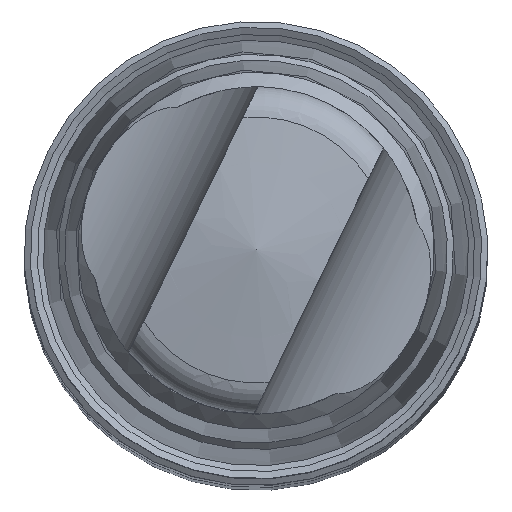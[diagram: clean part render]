
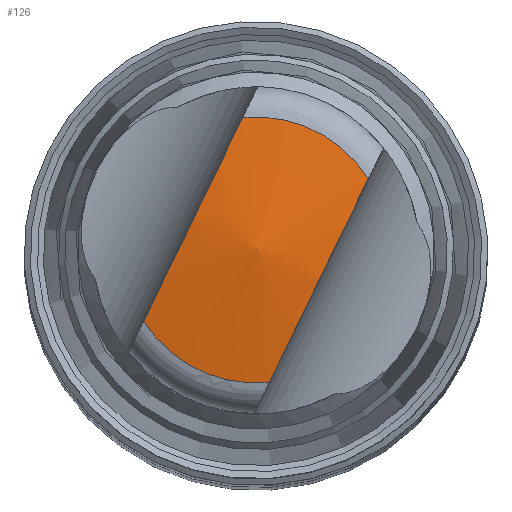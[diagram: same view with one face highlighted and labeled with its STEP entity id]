
A CAD part, top view. The second image highlights one B-rep face of the part: STEP entity #126.
In plain terms, the highlighted conical face has half-angle 82 degrees and reference radius 7.528 mm.
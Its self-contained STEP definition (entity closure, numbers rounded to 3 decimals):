
#65=VERTEX_LOOP('',#291);
#76=CONICAL_SURFACE('',#435,7.528,82.);
#105=FACE_BOUND('',#178,.T.);
#106=FACE_BOUND('',#65,.T.);
#126=ADVANCED_FACE('',(#105,#106),#76,.T.);
#178=EDGE_LOOP('',(#235,#236,#237,#238));
#235=ORIENTED_EDGE('',*,*,#326,.F.);
#236=ORIENTED_EDGE('',*,*,#325,.T.);
#237=ORIENTED_EDGE('',*,*,#327,.F.);
#238=ORIENTED_EDGE('',*,*,#301,.T.);
#269=VERTEX_POINT('',#604);
#271=VERTEX_POINT('',#607);
#289=VERTEX_POINT('',#719);
#290=VERTEX_POINT('',#736);
#291=VERTEX_POINT('',#751);
#301=EDGE_CURVE('',#271,#269,#334,.T.);
#325=EDGE_CURVE('',#289,#290,#349,.T.);
#326=EDGE_CURVE('',#289,#269,#369,.T.);
#327=EDGE_CURVE('',#271,#290,#370,.T.);
#334=CIRCLE('',#404,7.528);
#349=CIRCLE('',#433,7.528);
#369=B_SPLINE_CURVE_WITH_KNOTS('',3,(#739,#740,#741,#742,#743,#744),
 .UNSPECIFIED.,.F.,.F.,(4,2,4),(0.,0.5,1.),.UNSPECIFIED.);
#370=B_SPLINE_CURVE_WITH_KNOTS('',3,(#745,#746,#747,#748,#749,#750),
 .UNSPECIFIED.,.F.,.F.,(4,2,4),(0.,0.5,1.),.UNSPECIFIED.);
#404=AXIS2_PLACEMENT_3D('',#606,#467,#468);
#433=AXIS2_PLACEMENT_3D('',#737,#527,#528);
#435=AXIS2_PLACEMENT_3D('',#752,#531,#532);
#467=DIRECTION('',(0.,0.,1.));
#468=DIRECTION('',(-0.897,0.441,0.));
#527=DIRECTION('',(0.,0.,1.));
#528=DIRECTION('',(-0.897,0.441,0.));
#531=DIRECTION('',(0.,0.,-1.));
#532=DIRECTION('',(-0.897,0.441,0.));
#604=CARTESIAN_POINT('',(-0.748,7.491,92.942));
#606=CARTESIAN_POINT('',(0.,0.,92.942));
#607=CARTESIAN_POINT('',(6.356,4.035,92.942));
#719=CARTESIAN_POINT('',(-6.356,-4.035,92.942));
#736=CARTESIAN_POINT('',(0.748,-7.491,92.942));
#737=CARTESIAN_POINT('',(0.,0.,92.942));
#739=CARTESIAN_POINT('',(-6.356,-4.035,92.942));
#740=CARTESIAN_POINT('',(-5.425,-2.122,93.196));
#741=CARTESIAN_POINT('',(-4.494,-0.209,93.444));
#742=CARTESIAN_POINT('',(-2.619,3.646,93.446));
#743=CARTESIAN_POINT('',(-1.681,5.573,93.197));
#744=CARTESIAN_POINT('',(-0.748,7.491,92.942));
#745=CARTESIAN_POINT('',(6.356,4.035,92.942));
#746=CARTESIAN_POINT('',(5.425,2.122,93.196));
#747=CARTESIAN_POINT('',(4.494,0.209,93.444));
#748=CARTESIAN_POINT('',(2.619,-3.646,93.446));
#749=CARTESIAN_POINT('',(1.681,-5.573,93.197));
#750=CARTESIAN_POINT('',(0.748,-7.491,92.942));
#751=CARTESIAN_POINT('',(0.,0.,94.));
#752=CARTESIAN_POINT('',(0.,0.,92.942));
